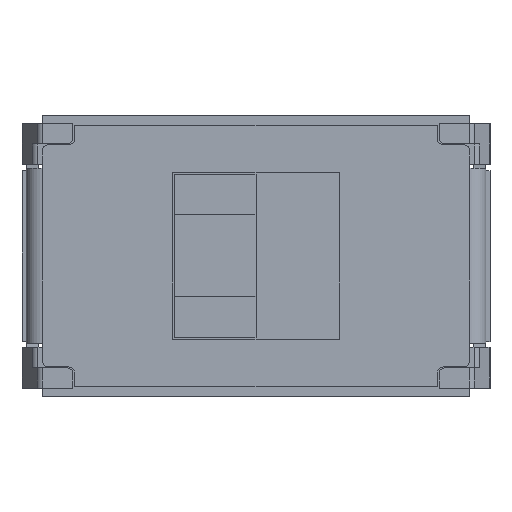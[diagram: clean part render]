
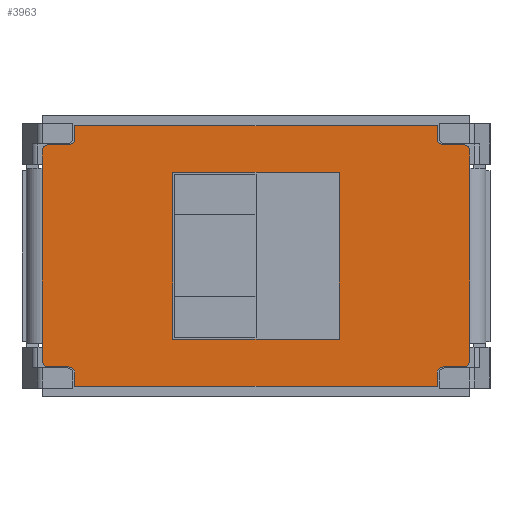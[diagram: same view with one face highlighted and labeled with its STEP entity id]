
A CAD part, top view. The second image highlights one B-rep face of the part: STEP entity #3963.
In plain terms, the highlighted planar face has unit normal (0, 0, 1).
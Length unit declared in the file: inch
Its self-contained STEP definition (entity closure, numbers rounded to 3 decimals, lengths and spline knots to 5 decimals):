
#16=FACE_BOUND('',#407,.T.);
#28=CIRCLE('',#4097,0.00591);
#30=CIRCLE('',#4102,0.00591);
#32=CIRCLE('',#4105,0.00591);
#36=CIRCLE('',#4112,0.00591);
#38=CIRCLE('',#4116,0.00591);
#40=CIRCLE('',#4120,0.00591);
#41=CIRCLE('',#4124,0.00591);
#44=CIRCLE('',#4130,0.00591);
#203=FACE_OUTER_BOUND('',#406,.T.);
#406=EDGE_LOOP('',(#2908,#2909,#2910,#2911,#2912,#2913,#2914,#2915,#2916,
#2917,#2918,#2919,#2920,#2921,#2922,#2923,#2924,#2925,#2926,#2927,#2928,
#2929,#2930,#2931));
#407=EDGE_LOOP('',(#2932,#2933,#2934,#2935));
#545=LINE('',#5402,#1035);
#567=LINE('',#5461,#1057);
#578=LINE('',#5488,#1068);
#582=LINE('',#5500,#1072);
#590=LINE('',#5521,#1080);
#597=LINE('',#5539,#1087);
#754=LINE('',#5923,#1244);
#758=LINE('',#5936,#1248);
#767=LINE('',#5954,#1257);
#768=LINE('',#5956,#1258);
#769=LINE('',#5958,#1259);
#770=LINE('',#5959,#1260);
#771=LINE('',#5960,#1261);
#772=LINE('',#5961,#1262);
#773=LINE('',#5963,#1263);
#774=LINE('',#5964,#1264);
#775=LINE('',#5967,#1265);
#776=LINE('',#5969,#1266);
#777=LINE('',#5971,#1267);
#778=LINE('',#5972,#1268);
#1035=VECTOR('',#4386,0.3937);
#1057=VECTOR('',#4430,0.3937);
#1068=VECTOR('',#4455,0.3937);
#1072=VECTOR('',#4467,0.02362);
#1080=VECTOR('',#4485,0.3937);
#1087=VECTOR('',#4502,0.3937);
#1244=VECTOR('',#4857,0.02362);
#1248=VECTOR('',#4871,0.02362);
#1257=VECTOR('',#4890,0.16929);
#1258=VECTOR('',#4891,0.3937);
#1259=VECTOR('',#4892,0.35039);
#1260=VECTOR('',#4893,0.3937);
#1261=VECTOR('',#4894,0.16929);
#1262=VECTOR('',#4895,0.02362);
#1263=VECTOR('',#4896,0.35039);
#1264=VECTOR('',#4897,0.3937);
#1265=VECTOR('',#4898,0.16142);
#1266=VECTOR('',#4899,0.16142);
#1267=VECTOR('',#4900,0.16142);
#1268=VECTOR('',#4901,0.16142);
#1519=VERTEX_POINT('',#5387);
#1520=VERTEX_POINT('',#5389);
#1524=VERTEX_POINT('',#5401);
#1527=VERTEX_POINT('',#5409);
#1530=VERTEX_POINT('',#5416);
#1531=VERTEX_POINT('',#5418);
#1550=VERTEX_POINT('',#5460);
#1552=VERTEX_POINT('',#5466);
#1556=VERTEX_POINT('',#5478);
#1557=VERTEX_POINT('',#5480);
#1559=VERTEX_POINT('',#5486);
#1561=VERTEX_POINT('',#5492);
#1563=VERTEX_POINT('',#5498);
#1565=VERTEX_POINT('',#5506);
#1566=VERTEX_POINT('',#5507);
#1571=VERTEX_POINT('',#5519);
#1575=VERTEX_POINT('',#5531);
#1577=VERTEX_POINT('',#5537);
#1691=VERTEX_POINT('',#5871);
#1705=VERTEX_POINT('',#5921);
#1709=VERTEX_POINT('',#5935);
#1714=VERTEX_POINT('',#5955);
#1715=VERTEX_POINT('',#5957);
#1716=VERTEX_POINT('',#5962);
#1717=VERTEX_POINT('',#5965);
#1718=VERTEX_POINT('',#5966);
#1719=VERTEX_POINT('',#5968);
#1720=VERTEX_POINT('',#5970);
#1873=EDGE_CURVE('',#1519,#1520,#28,.T.);
#1879=EDGE_CURVE('',#1524,#1520,#545,.T.);
#1883=EDGE_CURVE('',#1524,#1527,#30,.T.);
#1887=EDGE_CURVE('',#1530,#1531,#32,.T.);
#1908=EDGE_CURVE('',#1550,#1531,#567,.T.);
#1911=EDGE_CURVE('',#1550,#1552,#36,.T.);
#1918=EDGE_CURVE('',#1556,#1557,#38,.T.);
#1922=EDGE_CURVE('',#1556,#1559,#578,.T.);
#1925=EDGE_CURVE('',#1561,#1559,#40,.T.);
#1928=EDGE_CURVE('',#1561,#1563,#582,.T.);
#1931=EDGE_CURVE('',#1565,#1566,#41,.T.);
#1938=EDGE_CURVE('',#1565,#1571,#590,.T.);
#1944=EDGE_CURVE('',#1575,#1571,#44,.T.);
#1947=EDGE_CURVE('',#1575,#1577,#597,.T.);
#2138=EDGE_CURVE('',#1519,#1705,#754,.T.);
#2144=EDGE_CURVE('',#1709,#1552,#758,.T.);
#2155=EDGE_CURVE('',#1705,#1709,#767,.T.);
#2156=EDGE_CURVE('',#1530,#1714,#768,.T.);
#2157=EDGE_CURVE('',#1715,#1714,#769,.T.);
#2158=EDGE_CURVE('',#1715,#1557,#770,.T.);
#2159=EDGE_CURVE('',#1563,#1691,#771,.T.);
#2160=EDGE_CURVE('',#1691,#1566,#772,.T.);
#2161=EDGE_CURVE('',#1716,#1577,#773,.T.);
#2162=EDGE_CURVE('',#1716,#1527,#774,.T.);
#2163=EDGE_CURVE('',#1717,#1718,#775,.T.);
#2164=EDGE_CURVE('',#1718,#1719,#776,.T.);
#2165=EDGE_CURVE('',#1719,#1720,#777,.T.);
#2166=EDGE_CURVE('',#1720,#1717,#778,.T.);
#2908=ORIENTED_EDGE('',*,*,#1873,.F.);
#2909=ORIENTED_EDGE('',*,*,#2138,.T.);
#2910=ORIENTED_EDGE('',*,*,#2155,.T.);
#2911=ORIENTED_EDGE('',*,*,#2144,.T.);
#2912=ORIENTED_EDGE('',*,*,#1911,.F.);
#2913=ORIENTED_EDGE('',*,*,#1908,.T.);
#2914=ORIENTED_EDGE('',*,*,#1887,.F.);
#2915=ORIENTED_EDGE('',*,*,#2156,.T.);
#2916=ORIENTED_EDGE('',*,*,#2157,.F.);
#2917=ORIENTED_EDGE('',*,*,#2158,.T.);
#2918=ORIENTED_EDGE('',*,*,#1918,.F.);
#2919=ORIENTED_EDGE('',*,*,#1922,.T.);
#2920=ORIENTED_EDGE('',*,*,#1925,.F.);
#2921=ORIENTED_EDGE('',*,*,#1928,.T.);
#2922=ORIENTED_EDGE('',*,*,#2159,.T.);
#2923=ORIENTED_EDGE('',*,*,#2160,.T.);
#2924=ORIENTED_EDGE('',*,*,#1931,.F.);
#2925=ORIENTED_EDGE('',*,*,#1938,.T.);
#2926=ORIENTED_EDGE('',*,*,#1944,.F.);
#2927=ORIENTED_EDGE('',*,*,#1947,.T.);
#2928=ORIENTED_EDGE('',*,*,#2161,.F.);
#2929=ORIENTED_EDGE('',*,*,#2162,.T.);
#2930=ORIENTED_EDGE('',*,*,#1883,.F.);
#2931=ORIENTED_EDGE('',*,*,#1879,.T.);
#2932=ORIENTED_EDGE('',*,*,#2163,.T.);
#2933=ORIENTED_EDGE('',*,*,#2164,.T.);
#2934=ORIENTED_EDGE('',*,*,#2165,.T.);
#2935=ORIENTED_EDGE('',*,*,#2166,.T.);
#3564=PLANE('',#4240);
#3963=ADVANCED_FACE('',(#203,#16),#3564,.T.);
#4097=AXIS2_PLACEMENT_3D('',#5390,#4375,#4376);
#4102=AXIS2_PLACEMENT_3D('',#5410,#4393,#4394);
#4105=AXIS2_PLACEMENT_3D('',#5419,#4401,#4402);
#4112=AXIS2_PLACEMENT_3D('',#5467,#4435,#4436);
#4116=AXIS2_PLACEMENT_3D('',#5481,#4448,#4449);
#4120=AXIS2_PLACEMENT_3D('',#5494,#4461,#4462);
#4124=AXIS2_PLACEMENT_3D('',#5508,#4474,#4475);
#4130=AXIS2_PLACEMENT_3D('',#5533,#4496,#4497);
#4240=AXIS2_PLACEMENT_3D('',#5953,#4888,#4889);
#4375=DIRECTION('center_axis',(0.,0.,-1.));
#4376=DIRECTION('ref_axis',(0.707,-0.707,0.));
#4386=DIRECTION('',(1.,0.,0.));
#4393=DIRECTION('center_axis',(0.,0.,1.));
#4394=DIRECTION('ref_axis',(-0.707,0.707,0.));
#4401=DIRECTION('center_axis',(0.,0.,1.));
#4402=DIRECTION('ref_axis',(-0.707,-0.707,0.));
#4430=DIRECTION('',(-1.,0.,0.));
#4435=DIRECTION('center_axis',(0.,0.,-1.));
#4436=DIRECTION('ref_axis',(0.707,0.707,0.));
#4448=DIRECTION('center_axis',(0.,0.,1.));
#4449=DIRECTION('ref_axis',(0.707,-0.707,0.));
#4455=DIRECTION('',(-1.,0.,0.));
#4461=DIRECTION('center_axis',(0.,0.,-1.));
#4462=DIRECTION('ref_axis',(-0.707,0.707,0.));
#4467=DIRECTION('',(0.,-1.,0.));
#4474=DIRECTION('center_axis',(0.,0.,-1.));
#4475=DIRECTION('ref_axis',(-0.707,-0.707,0.));
#4485=DIRECTION('',(1.,0.,0.));
#4496=DIRECTION('center_axis',(0.,0.,1.));
#4497=DIRECTION('ref_axis',(0.707,0.707,0.));
#4502=DIRECTION('',(0.,-1.,0.));
#4857=DIRECTION('',(0.,1.,0.));
#4871=DIRECTION('',(0.,1.,0.));
#4888=DIRECTION('center_axis',(0.,0.,1.));
#4889=DIRECTION('ref_axis',(1.,0.,0.));
#4890=DIRECTION('',(0.,1.,0.));
#4891=DIRECTION('',(0.,1.,0.));
#4892=DIRECTION('',(1.,0.,0.));
#4893=DIRECTION('',(0.,-1.,0.));
#4894=DIRECTION('',(0.,-1.,0.));
#4895=DIRECTION('',(0.,-1.,0.));
#4896=DIRECTION('',(-1.,0.,0.));
#4897=DIRECTION('',(0.,1.,0.));
#4898=DIRECTION('',(0.,1.,0.));
#4899=DIRECTION('',(1.,0.,0.));
#4900=DIRECTION('',(0.,-1.,0.));
#4901=DIRECTION('',(-1.,0.,0.));
#5387=CARTESIAN_POINT('',(0.20669,-0.10157,0.));
#5389=CARTESIAN_POINT('',(0.20079,-0.10748,0.));
#5390=CARTESIAN_POINT('Origin',(0.20079,-0.10157,0.));
#5401=CARTESIAN_POINT('',(0.1811,-0.10748,0.));
#5402=CARTESIAN_POINT('',(0.0876,-0.10748,0.));
#5409=CARTESIAN_POINT('',(0.1752,-0.11339,0.));
#5410=CARTESIAN_POINT('Origin',(0.1811,-0.11339,0.));
#5416=CARTESIAN_POINT('',(0.1752,0.11339,0.));
#5418=CARTESIAN_POINT('',(0.1811,0.10748,0.));
#5419=CARTESIAN_POINT('Origin',(0.1811,0.11339,0.));
#5460=CARTESIAN_POINT('',(0.20079,0.10748,0.));
#5461=CARTESIAN_POINT('',(0.10335,0.10748,0.));
#5466=CARTESIAN_POINT('',(0.20669,0.10157,0.));
#5467=CARTESIAN_POINT('Origin',(0.20079,0.10157,0.));
#5478=CARTESIAN_POINT('',(-0.1811,0.10748,0.));
#5480=CARTESIAN_POINT('',(-0.1752,0.11339,0.));
#5481=CARTESIAN_POINT('Origin',(-0.1811,0.11339,0.));
#5486=CARTESIAN_POINT('',(-0.20079,0.10748,0.));
#5488=CARTESIAN_POINT('',(-0.0876,0.10748,0.));
#5492=CARTESIAN_POINT('',(-0.20669,0.10157,0.));
#5494=CARTESIAN_POINT('Origin',(-0.20079,0.10157,0.));
#5498=CARTESIAN_POINT('',(-0.20669,0.08465,0.));
#5500=CARTESIAN_POINT('',(-0.20669,0.10827,0.));
#5506=CARTESIAN_POINT('',(-0.20079,-0.10748,0.));
#5507=CARTESIAN_POINT('',(-0.20669,-0.10157,0.));
#5508=CARTESIAN_POINT('Origin',(-0.20079,-0.10157,0.));
#5519=CARTESIAN_POINT('',(-0.1811,-0.10748,0.));
#5521=CARTESIAN_POINT('',(-0.10335,-0.10748,0.));
#5531=CARTESIAN_POINT('',(-0.1752,-0.11339,0.));
#5533=CARTESIAN_POINT('Origin',(-0.1811,-0.11339,0.));
#5537=CARTESIAN_POINT('',(-0.1752,-0.12598,0.));
#5539=CARTESIAN_POINT('',(-0.1752,-0.05374,0.));
#5871=CARTESIAN_POINT('',(-0.20669,-0.08465,0.));
#5921=CARTESIAN_POINT('',(0.20669,-0.08465,0.));
#5923=CARTESIAN_POINT('',(0.20669,-0.10827,0.));
#5935=CARTESIAN_POINT('',(0.20669,0.08465,0.));
#5936=CARTESIAN_POINT('',(0.20669,0.08465,0.));
#5953=CARTESIAN_POINT('Origin',(0.,0.,0.));
#5954=CARTESIAN_POINT('',(0.20669,-0.08465,0.));
#5955=CARTESIAN_POINT('',(0.1752,0.12598,0.));
#5956=CARTESIAN_POINT('',(0.1752,0.05374,0.));
#5957=CARTESIAN_POINT('',(-0.1752,0.12598,0.));
#5958=CARTESIAN_POINT('',(-0.1752,0.12598,0.));
#5959=CARTESIAN_POINT('',(-0.1752,0.05413,0.));
#5960=CARTESIAN_POINT('',(-0.20669,0.08465,0.));
#5961=CARTESIAN_POINT('',(-0.20669,-0.08465,0.));
#5962=CARTESIAN_POINT('',(0.1752,-0.12598,0.));
#5963=CARTESIAN_POINT('',(0.1752,-0.12598,0.));
#5964=CARTESIAN_POINT('',(0.1752,-0.05413,0.));
#5965=CARTESIAN_POINT('',(-0.08071,-0.08071,0.));
#5966=CARTESIAN_POINT('',(-0.08071,0.08071,0.));
#5967=CARTESIAN_POINT('',(-0.08071,-0.08071,0.));
#5968=CARTESIAN_POINT('',(0.08071,0.08071,0.));
#5969=CARTESIAN_POINT('',(-0.08071,0.08071,0.));
#5970=CARTESIAN_POINT('',(0.08071,-0.08071,0.));
#5971=CARTESIAN_POINT('',(0.08071,0.08071,0.));
#5972=CARTESIAN_POINT('',(0.08071,-0.08071,0.));
